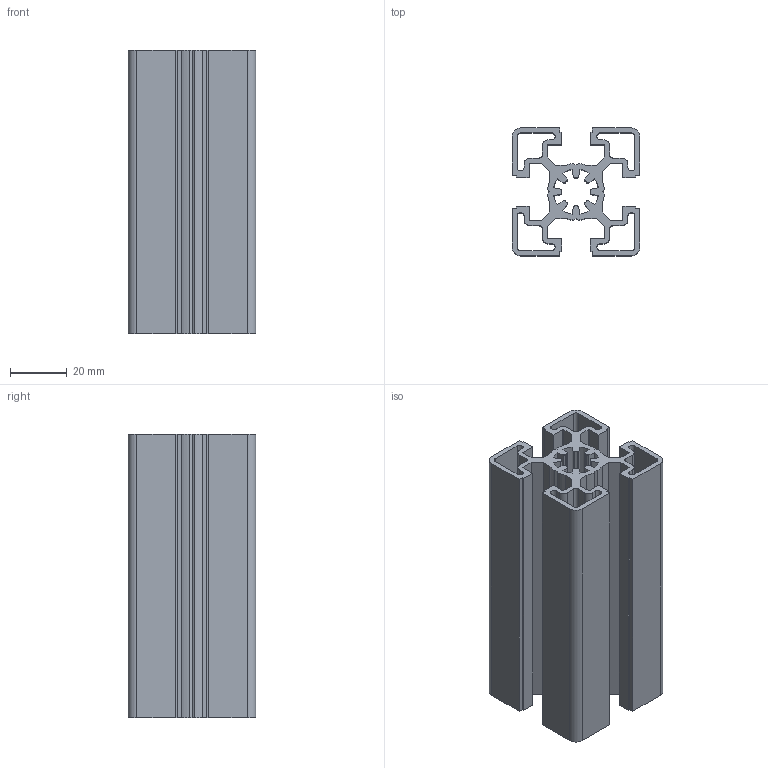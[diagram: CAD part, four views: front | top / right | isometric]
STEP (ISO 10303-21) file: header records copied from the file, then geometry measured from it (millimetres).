
FILE_DESCRIPTION (( 'STEP AP214' ), '1' );
FILE_NAME ('A03-4 (45x45)-STEP.STEP', '2017-03-31T17:00:11', ( 'Advo' ), ( '' ), 'SwSTEP 2.0', 'SolidWorks 2012', '' );
FILE_SCHEMA (( 'AUTOMOTIVE_DESIGN' ));
Length unit declared in the file: millimetre
Products named in the file (1): A03-4 (45x45)-STEP
Bounding box: 45 x 45 x 100 mm (x, y, z)
Volume: 67408.6 mm3; surface area: 64340 mm2
Topology: 1 solids, 1 shells, 197 faces, 585 edges, 390 vertices
Faces by surface type: plane 114, cylinder 83
Entity records: 6679 total; most frequent: CARTESIAN_POINT 1173, ORIENTED_EDGE 1170, DIRECTION 1147, EDGE_CURVE 585, VECTOR 419, LINE 419, VERTEX_POINT 390, AXIS2_PLACEMENT_3D 364
